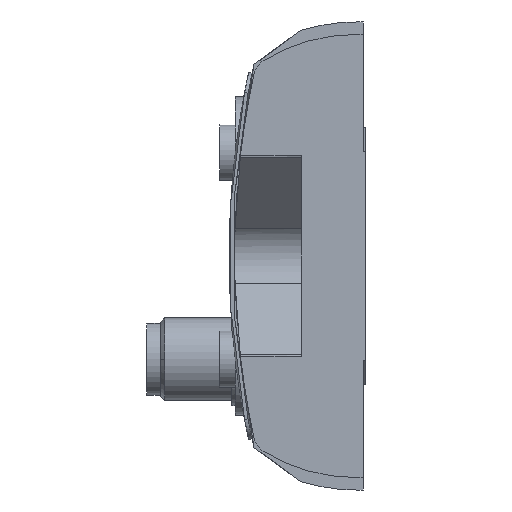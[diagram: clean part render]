
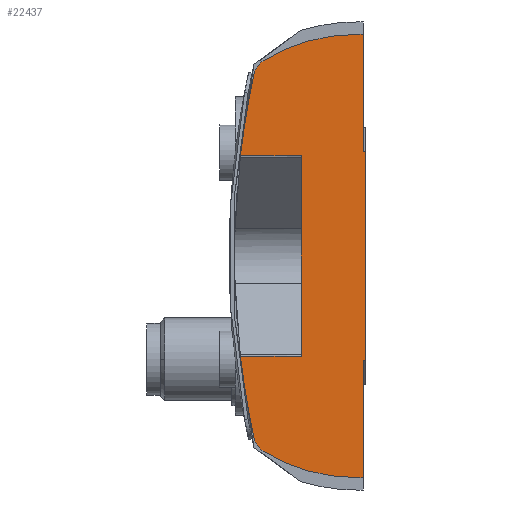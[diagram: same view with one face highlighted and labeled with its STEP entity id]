
A CAD part, left-side view. The second image highlights one B-rep face of the part: STEP entity #22437.
In plain terms, the highlighted planar face has unit normal (-1, 0, 0).
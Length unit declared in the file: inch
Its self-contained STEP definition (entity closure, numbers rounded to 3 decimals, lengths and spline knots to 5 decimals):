
#30 = EDGE_LOOP ( 'NONE', ( #18017, #12335, #27889, #13222, #2084, #29313, #11498, #27930, #1795, #4735, #4912, #27779, #10506, #13396, #15860, #25062 ) ) ;
#644 = CARTESIAN_POINT ( 'NONE',  ( 0., 0.01181, 1.26772 ) ) ;
#658 = VECTOR ( 'NONE', #3695, 39.37008 ) ;
#738 = AXIS2_PLACEMENT_3D ( 'NONE', #21836, #3548, #12859 ) ;
#898 = VERTEX_POINT ( 'NONE', #4035 ) ;
#1045 = AXIS2_PLACEMENT_3D ( 'NONE', #25688, #4343, #2354 ) ;
#1047 = AXIS2_PLACEMENT_3D ( 'NONE', #12770, #26040, #3307 ) ;
#1795 = ORIENTED_EDGE ( 'NONE', *, *, #5260, .T. ) ;
#2084 = ORIENTED_EDGE ( 'NONE', *, *, #26364, .T. ) ;
#2117 = LINE ( 'NONE', #13870, #10014 ) ;
#2302 = DIRECTION ( 'NONE',  ( 1., 0., 0. ) ) ;
#2354 = DIRECTION ( 'NONE',  ( 0., 0., 1. ) ) ;
#2510 = VECTOR ( 'NONE', #29018, 39.37008 ) ;
#2651 = AXIS2_PLACEMENT_3D ( 'NONE', #16228, #7951, #16380 ) ;
#3307 = DIRECTION ( 'NONE',  ( 0., 0., 1. ) ) ;
#3548 = DIRECTION ( 'NONE',  ( 1., 0., 0. ) ) ;
#3653 = AXIS2_PLACEMENT_3D ( 'NONE', #13602, #2302, #29741 ) ;
#3672 = CARTESIAN_POINT ( 'NONE',  ( 0., 0.05118, 1.26772 ) ) ;
#3695 = DIRECTION ( 'NONE',  ( 0., 1., 0. ) ) ;
#4035 = CARTESIAN_POINT ( 'NONE',  ( 0., 0.63787, 1.04004 ) ) ;
#4166 = VERTEX_POINT ( 'NONE', #6091 ) ;
#4343 = DIRECTION ( 'NONE',  ( 1., 0., 0. ) ) ;
#4383 = CARTESIAN_POINT ( 'NONE',  ( 0., 0.36614, -0.57259 ) ) ;
#4735 = ORIENTED_EDGE ( 'NONE', *, *, #28027, .T. ) ;
#4813 = VERTEX_POINT ( 'NONE', #13892 ) ;
#4912 = ORIENTED_EDGE ( 'NONE', *, *, #18834, .F. ) ;
#4998 = DIRECTION ( 'NONE',  ( 0., 0., 1. ) ) ;
#5260 = EDGE_CURVE ( 'NONE', #19438, #16209, #27859, .T. ) ;
#5361 = EDGE_CURVE ( 'NONE', #26186, #898, #12277, .T. ) ;
#5409 = VECTOR ( 'NONE', #23044, 39.37008 ) ;
#5649 = EDGE_CURVE ( 'NONE', #18456, #27814, #29806, .T. ) ;
#6091 = CARTESIAN_POINT ( 'NONE',  ( 0., 0.63787, -1.04004 ) ) ;
#6432 = CARTESIAN_POINT ( 'NONE',  ( 0., 0.7149, -0.57259 ) ) ;
#6597 = CARTESIAN_POINT ( 'NONE',  ( 0., 0.05118, -1.26772 ) ) ;
#7038 = CARTESIAN_POINT ( 'NONE',  ( 0., 0.36614, 0.25591 ) ) ;
#7951 = DIRECTION ( 'NONE',  ( 1., 0., 0. ) ) ;
#8559 = DIRECTION ( 'NONE',  ( 0., 1., 0. ) ) ;
#9212 = CARTESIAN_POINT ( 'NONE',  ( 0., 0.01181, 1.26772 ) ) ;
#10014 = VECTOR ( 'NONE', #22854, 39.37008 ) ;
#10506 = ORIENTED_EDGE ( 'NONE', *, *, #5361, .F. ) ;
#10963 = CARTESIAN_POINT ( 'NONE',  ( 0., 0.36614, 0.57259 ) ) ;
#11175 = LINE ( 'NONE', #7038, #5409 ) ;
#11341 = EDGE_CURVE ( 'NONE', #898, #24908, #22763, .T. ) ;
#11498 = ORIENTED_EDGE ( 'NONE', *, *, #17517, .F. ) ;
#11523 = DIRECTION ( 'NONE',  ( 1., 0., 0. ) ) ;
#12277 = CIRCLE ( 'NONE', #1047, 4.96457 ) ;
#12335 = ORIENTED_EDGE ( 'NONE', *, *, #23667, .F. ) ;
#12551 = CARTESIAN_POINT ( 'NONE',  ( 0., 0.05118, -0.60039 ) ) ;
#12555 = LINE ( 'NONE', #644, #18238 ) ;
#12770 = CARTESIAN_POINT ( 'NONE',  ( 0., -4.21654, 0. ) ) ;
#12859 = DIRECTION ( 'NONE',  ( 0., 0., -1. ) ) ;
#13222 = ORIENTED_EDGE ( 'NONE', *, *, #5649, .F. ) ;
#13396 = ORIENTED_EDGE ( 'NONE', *, *, #27022, .F. ) ;
#13602 = CARTESIAN_POINT ( 'NONE',  ( 0., 0.05118, -0.25591 ) ) ;
#13700 = CARTESIAN_POINT ( 'NONE',  ( 0., 0.01181, 1.26772 ) ) ;
#13870 = CARTESIAN_POINT ( 'NONE',  ( 0., 0.05118, 0.57259 ) ) ;
#13892 = CARTESIAN_POINT ( 'NONE',  ( 0., 0., -0.60039 ) ) ;
#14342 = VECTOR ( 'NONE', #26456, 39.37008 ) ;
#14723 = LINE ( 'NONE', #24013, #14342 ) ;
#15205 = CARTESIAN_POINT ( 'NONE',  ( 0., 0.05118, -1.26772 ) ) ;
#15448 = DIRECTION ( 'NONE',  ( 0., 0., 1. ) ) ;
#15631 = CARTESIAN_POINT ( 'NONE',  ( 0., 0.58465, 1.11566 ) ) ;
#15798 = CIRCLE ( 'NONE', #2651, 4.96457 ) ;
#15860 = ORIENTED_EDGE ( 'NONE', *, *, #16529, .F. ) ;
#16209 = VERTEX_POINT ( 'NONE', #9212 ) ;
#16226 = VERTEX_POINT ( 'NONE', #25677 ) ;
#16228 = CARTESIAN_POINT ( 'NONE',  ( 0., -4.21654, 0. ) ) ;
#16380 = DIRECTION ( 'NONE',  ( 0., 0., 1. ) ) ;
#16529 = EDGE_CURVE ( 'NONE', #20052, #24582, #11175, .T. ) ;
#16796 = CIRCLE ( 'NONE', #3653, 1.01181 ) ;
#16924 = AXIS2_PLACEMENT_3D ( 'NONE', #18072, #11523, #25384 ) ;
#17088 = CARTESIAN_POINT ( 'NONE',  ( 0., 0., 0.60039 ) ) ;
#17393 = CARTESIAN_POINT ( 'NONE',  ( 0., 0.01181, -0.60039 ) ) ;
#17517 = EDGE_CURVE ( 'NONE', #29851, #4813, #25982, .T. ) ;
#18017 = ORIENTED_EDGE ( 'NONE', *, *, #24992, .F. ) ;
#18029 = CARTESIAN_POINT ( 'NONE',  ( 0., 0.05118, 1.26772 ) ) ;
#18072 = CARTESIAN_POINT ( 'NONE',  ( 0., 0.52238, 1.0153 ) ) ;
#18205 = VERTEX_POINT ( 'NONE', #18029 ) ;
#18238 = VECTOR ( 'NONE', #28554, 39.37008 ) ;
#18456 = VERTEX_POINT ( 'NONE', #26691 ) ;
#18834 = EDGE_CURVE ( 'NONE', #24908, #18205, #28320, .T. ) ;
#19438 = VERTEX_POINT ( 'NONE', #26104 ) ;
#20052 = VERTEX_POINT ( 'NONE', #4383 ) ;
#20113 = VECTOR ( 'NONE', #4998, 39.37008 ) ;
#20486 = LINE ( 'NONE', #27490, #27989 ) ;
#20629 = AXIS2_PLACEMENT_3D ( 'NONE', #28856, #22591, #15448 ) ;
#20751 = VECTOR ( 'NONE', #8559, 39.37008 ) ;
#21836 = CARTESIAN_POINT ( 'NONE',  ( 0., 0.05118, 0.25591 ) ) ;
#22171 = EDGE_CURVE ( 'NONE', #19438, #29851, #20486, .T. ) ;
#22437 = ADVANCED_FACE ( 'NONE', ( #26720 ), #24283, .F. ) ;
#22591 = DIRECTION ( 'NONE',  ( 1., 0., 0. ) ) ;
#22593 = VERTEX_POINT ( 'NONE', #6432 ) ;
#22763 = CIRCLE ( 'NONE', #16924, 0.11811 ) ;
#22776 = CARTESIAN_POINT ( 'NONE',  ( 0., 0.7149, 0.57259 ) ) ;
#22854 = DIRECTION ( 'NONE',  ( 0., 1., 0. ) ) ;
#22917 = DIRECTION ( 'NONE',  ( 0., -1., 0. ) ) ;
#23044 = DIRECTION ( 'NONE',  ( 0., 0., 1. ) ) ;
#23067 = CIRCLE ( 'NONE', #20629, 0.11811 ) ;
#23667 = EDGE_CURVE ( 'NONE', #16226, #4166, #23067, .T. ) ;
#24013 = CARTESIAN_POINT ( 'NONE',  ( 0., 0.05118, -0.57259 ) ) ;
#24128 = LINE ( 'NONE', #12551, #658 ) ;
#24142 = CARTESIAN_POINT ( 'NONE',  ( 0., 0., 0.25591 ) ) ;
#24283 = PLANE ( 'NONE',  #738 ) ;
#24582 = VERTEX_POINT ( 'NONE', #10963 ) ;
#24908 = VERTEX_POINT ( 'NONE', #15631 ) ;
#24992 = EDGE_CURVE ( 'NONE', #4166, #22593, #15798, .T. ) ;
#25062 = ORIENTED_EDGE ( 'NONE', *, *, #25952, .F. ) ;
#25311 = EDGE_CURVE ( 'NONE', #4813, #28870, #24128, .T. ) ;
#25384 = DIRECTION ( 'NONE',  ( 0., 0., 1. ) ) ;
#25677 = CARTESIAN_POINT ( 'NONE',  ( 0., 0.58465, -1.11566 ) ) ;
#25688 = CARTESIAN_POINT ( 'NONE',  ( 0., 0.05118, 0.25591 ) ) ;
#25889 = VECTOR ( 'NONE', #27225, 39.37008 ) ;
#25952 = EDGE_CURVE ( 'NONE', #22593, #20052, #14723, .T. ) ;
#25982 = LINE ( 'NONE', #24142, #2510 ) ;
#26040 = DIRECTION ( 'NONE',  ( 1., 0., 0. ) ) ;
#26104 = CARTESIAN_POINT ( 'NONE',  ( 0., 0.01181, 0.60039 ) ) ;
#26186 = VERTEX_POINT ( 'NONE', #22776 ) ;
#26364 = EDGE_CURVE ( 'NONE', #18456, #28870, #12555, .T. ) ;
#26456 = DIRECTION ( 'NONE',  ( 0., -1., 0. ) ) ;
#26566 = EDGE_CURVE ( 'NONE', #27814, #16226, #16796, .T. ) ;
#26691 = CARTESIAN_POINT ( 'NONE',  ( 0., 0.01181, -1.26772 ) ) ;
#26720 = FACE_OUTER_BOUND ( 'NONE', #30, .T. ) ;
#27022 = EDGE_CURVE ( 'NONE', #24582, #26186, #2117, .T. ) ;
#27225 = DIRECTION ( 'NONE',  ( 0., 1., 0. ) ) ;
#27490 = CARTESIAN_POINT ( 'NONE',  ( 0., 0.05118, 0.60039 ) ) ;
#27779 = ORIENTED_EDGE ( 'NONE', *, *, #11341, .F. ) ;
#27814 = VERTEX_POINT ( 'NONE', #6597 ) ;
#27859 = LINE ( 'NONE', #13700, #20113 ) ;
#27889 = ORIENTED_EDGE ( 'NONE', *, *, #26566, .F. ) ;
#27930 = ORIENTED_EDGE ( 'NONE', *, *, #22171, .F. ) ;
#27989 = VECTOR ( 'NONE', #22917, 39.37008 ) ;
#28027 = EDGE_CURVE ( 'NONE', #16209, #18205, #28819, .T. ) ;
#28320 = CIRCLE ( 'NONE', #1045, 1.01181 ) ;
#28554 = DIRECTION ( 'NONE',  ( 0., 0., 1. ) ) ;
#28819 = LINE ( 'NONE', #3672, #20751 ) ;
#28856 = CARTESIAN_POINT ( 'NONE',  ( 0., 0.52238, -1.0153 ) ) ;
#28870 = VERTEX_POINT ( 'NONE', #17393 ) ;
#29018 = DIRECTION ( 'NONE',  ( 0., 0., -1. ) ) ;
#29313 = ORIENTED_EDGE ( 'NONE', *, *, #25311, .F. ) ;
#29741 = DIRECTION ( 'NONE',  ( 0., 0., 1. ) ) ;
#29806 = LINE ( 'NONE', #15205, #25889 ) ;
#29851 = VERTEX_POINT ( 'NONE', #17088 ) ;
